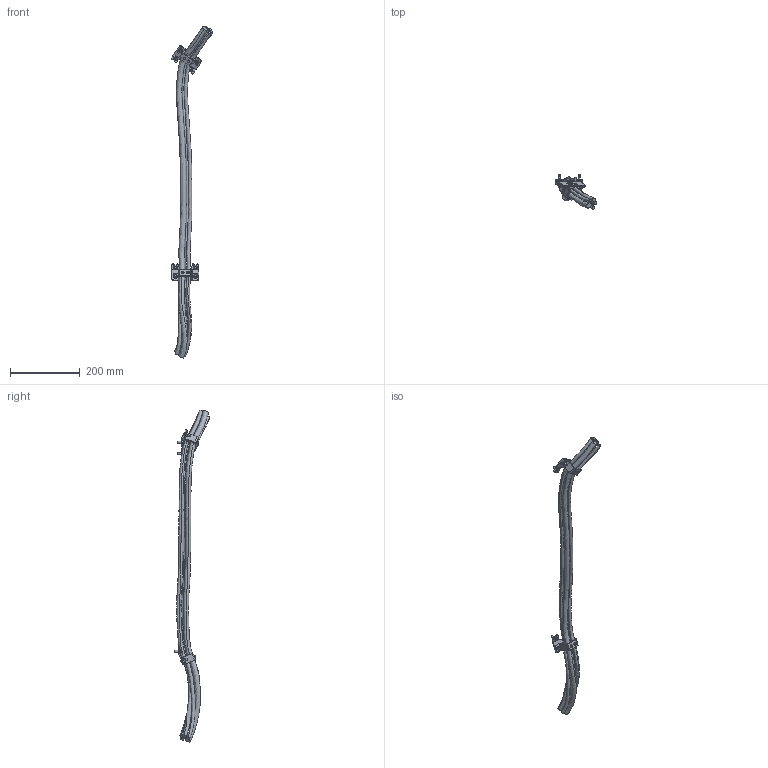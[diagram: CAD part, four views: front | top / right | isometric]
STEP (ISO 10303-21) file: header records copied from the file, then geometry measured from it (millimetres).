
FILE_DESCRIPTION (( 'STEP AP214' ), '1' );
FILE_NAME ('IRB2600_12-185_CABLES_LINK2_rev00.STEP', '2016-12-02T11:27:36', ( 'ABB' ), ( 'ABB' ), 'SwSTEP 2.0', 'SolidWorks 2014', '' );
FILE_SCHEMA (( 'AUTOMOTIVE_DESIGN' ));
Length unit declared in the file: millimetre
Products named in the file (1): IRB2600_12-185_CABLES_LINK2_rev00
Bounding box: 120.37 x 101.14 x 951.93 mm (x, y, z)
Volume: 530573.2 mm3; surface area: 216086.8 mm2
Topology: 31 solids, 31 shells, 510 faces, 1178 edges, 744 vertices
Faces by surface type: plane 232, cylinder 188, bspline 38, cone 28, torus 24
Entity records: 20892 total; most frequent: CARTESIAN_POINT 9011, DIRECTION 2418, ORIENTED_EDGE 2356, EDGE_CURVE 1178, AXIS2_PLACEMENT_3D 937, VERTEX_POINT 744, EDGE_LOOP 556, LINE 544
